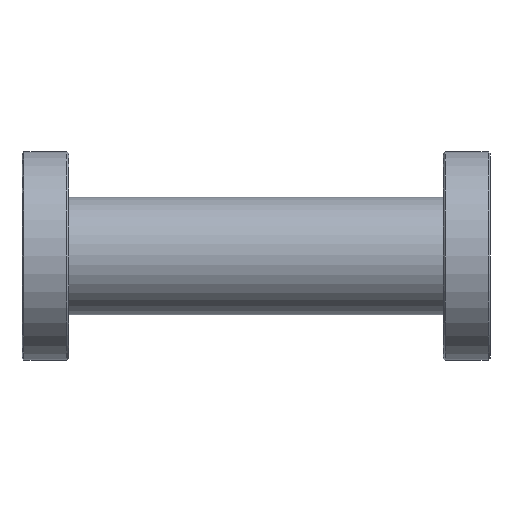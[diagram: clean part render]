
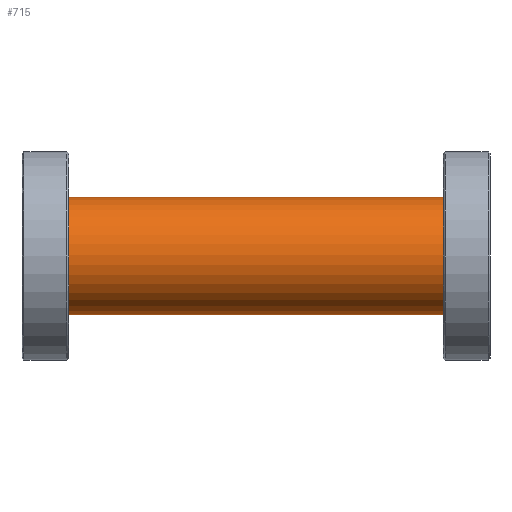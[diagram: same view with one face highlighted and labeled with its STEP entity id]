
A CAD part, left-side view. The second image highlights one B-rep face of the part: STEP entity #715.
In plain terms, the highlighted cylindrical face has radius 9.55 mm (diameter 19.1 mm), a partial arc.
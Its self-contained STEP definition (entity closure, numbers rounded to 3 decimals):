
#44 = CARTESIAN_POINT ( 'NONE',  ( 0., 66.8, 0. ) ) ;
#52 = DIRECTION ( 'NONE',  ( 0., 1., 0. ) ) ;
#147 = AXIS2_PLACEMENT_3D ( 'NONE', #3570, #3905, #2410 ) ;
#306 = FACE_OUTER_BOUND ( 'NONE', #3884, .T. ) ;
#358 = DIRECTION ( 'NONE',  ( 0., 0., 1. ) ) ;
#404 = EDGE_CURVE ( 'NONE', #3138, #3162, #1192, .T. ) ;
#593 = VERTEX_POINT ( 'NONE', #686 ) ;
#686 = CARTESIAN_POINT ( 'NONE',  ( 0., 0., -9.55 ) ) ;
#715 = ADVANCED_FACE ( 'NONE', ( #306 ), #1855, .T. ) ;
#744 = ORIENTED_EDGE ( 'NONE', *, *, #3841, .T. ) ;
#996 = CIRCLE ( 'NONE', #1213, 9.55 ) ;
#1192 = LINE ( 'NONE', #3668, #2818 ) ;
#1213 = AXIS2_PLACEMENT_3D ( 'NONE', #44, #2211, #358 ) ;
#1275 = AXIS2_PLACEMENT_3D ( 'NONE', #1909, #52, #2220 ) ;
#1355 = ORIENTED_EDGE ( 'NONE', *, *, #404, .F. ) ;
#1533 = ORIENTED_EDGE ( 'NONE', *, *, #2429, .T. ) ;
#1566 = CARTESIAN_POINT ( 'NONE',  ( 0., 66.8, -9.55 ) ) ;
#1855 = CYLINDRICAL_SURFACE ( 'NONE', #147, 9.55 ) ;
#1909 = CARTESIAN_POINT ( 'NONE',  ( 0., 0., 0. ) ) ;
#2094 = LINE ( 'NONE', #1566, #3020 ) ;
#2173 = CIRCLE ( 'NONE', #1275, 9.55 ) ;
#2211 = DIRECTION ( 'NONE',  ( 0., 1., 0. ) ) ;
#2220 = DIRECTION ( 'NONE',  ( 0., 0., 1. ) ) ;
#2410 = DIRECTION ( 'NONE',  ( 0., 0., -1. ) ) ;
#2429 = EDGE_CURVE ( 'NONE', #593, #3162, #2173, .T. ) ;
#2439 = DIRECTION ( 'NONE',  ( 0., -1., 0. ) ) ;
#2818 = VECTOR ( 'NONE', #2439, 1000. ) ;
#3020 = VECTOR ( 'NONE', #3708, 1000. ) ;
#3138 = VERTEX_POINT ( 'NONE', #3785 ) ;
#3162 = VERTEX_POINT ( 'NONE', #3801 ) ;
#3351 = CARTESIAN_POINT ( 'NONE',  ( 0., 66.8, -9.55 ) ) ;
#3458 = VERTEX_POINT ( 'NONE', #3351 ) ;
#3514 = ORIENTED_EDGE ( 'NONE', *, *, #3950, .F. ) ;
#3570 = CARTESIAN_POINT ( 'NONE',  ( 0., 66.8, 0. ) ) ;
#3668 = CARTESIAN_POINT ( 'NONE',  ( 0., 66.8, 9.55 ) ) ;
#3708 = DIRECTION ( 'NONE',  ( 0., -1., 0. ) ) ;
#3785 = CARTESIAN_POINT ( 'NONE',  ( 0., 66.8, 9.55 ) ) ;
#3801 = CARTESIAN_POINT ( 'NONE',  ( 0., 0., 9.55 ) ) ;
#3841 = EDGE_CURVE ( 'NONE', #3458, #593, #2094, .T. ) ;
#3884 = EDGE_LOOP ( 'NONE', ( #1355, #3514, #744, #1533 ) ) ;
#3905 = DIRECTION ( 'NONE',  ( 0., -1., 0. ) ) ;
#3950 = EDGE_CURVE ( 'NONE', #3458, #3138, #996, .T. ) ;
